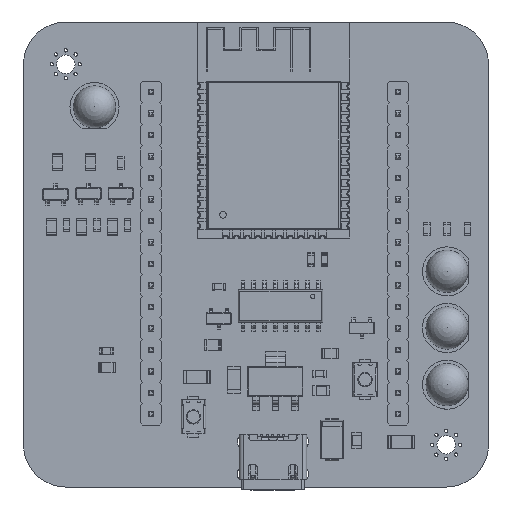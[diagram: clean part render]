
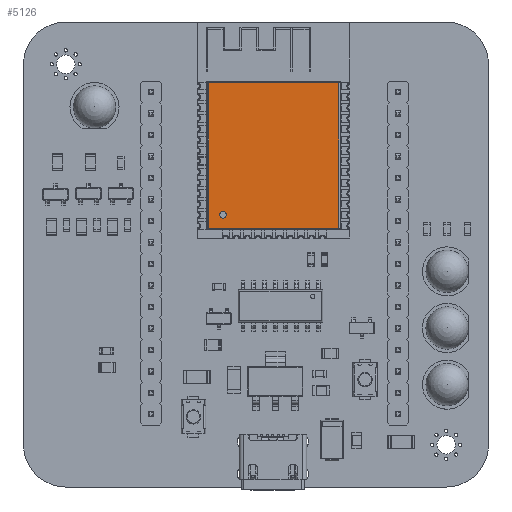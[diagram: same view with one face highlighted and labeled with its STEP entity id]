
A CAD part, top view. The second image highlights one B-rep face of the part: STEP entity #5126.
In plain terms, the highlighted planar face has unit normal (0, 0, 1).
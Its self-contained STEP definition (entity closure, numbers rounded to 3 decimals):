
#5064 = VERTEX_POINT('',#5065);
#5065 = CARTESIAN_POINT('',(-7.7,-8.6,3.1));
#5074 = EDGE_CURVE('',#5064,#5075,#5077,.T.);
#5075 = VERTEX_POINT('',#5076);
#5076 = CARTESIAN_POINT('',(-7.7,8.6,3.1));
#5077 = LINE('',#5078,#5079);
#5078 = CARTESIAN_POINT('',(-7.7,-8.7,3.1));
#5079 = VECTOR('',#5080,1.);
#5080 = DIRECTION('',(0.,1.,0.));
#5126 = ADVANCED_FACE('',(#5127,#5152),#5163,.T.);
#5127 = FACE_BOUND('',#5128,.T.);
#5128 = EDGE_LOOP('',(#5129,#5130,#5138,#5146));
#5129 = ORIENTED_EDGE('',*,*,#5074,.F.);
#5130 = ORIENTED_EDGE('',*,*,#5131,.T.);
#5131 = EDGE_CURVE('',#5064,#5132,#5134,.T.);
#5132 = VERTEX_POINT('',#5133);
#5133 = CARTESIAN_POINT('',(7.7,-8.6,3.1));
#5134 = LINE('',#5135,#5136);
#5135 = CARTESIAN_POINT('',(-7.8,-8.6,3.1));
#5136 = VECTOR('',#5137,1.);
#5137 = DIRECTION('',(1.,0.,0.));
#5138 = ORIENTED_EDGE('',*,*,#5139,.T.);
#5139 = EDGE_CURVE('',#5132,#5140,#5142,.T.);
#5140 = VERTEX_POINT('',#5141);
#5141 = CARTESIAN_POINT('',(7.7,8.6,3.1));
#5142 = LINE('',#5143,#5144);
#5143 = CARTESIAN_POINT('',(7.7,-8.7,3.1));
#5144 = VECTOR('',#5145,1.);
#5145 = DIRECTION('',(0.,1.,0.));
#5146 = ORIENTED_EDGE('',*,*,#5147,.F.);
#5147 = EDGE_CURVE('',#5075,#5140,#5148,.T.);
#5148 = LINE('',#5149,#5150);
#5149 = CARTESIAN_POINT('',(-7.8,8.6,3.1));
#5150 = VECTOR('',#5151,1.);
#5151 = DIRECTION('',(1.,0.,0.));
#5152 = FACE_BOUND('',#5153,.T.);
#5153 = EDGE_LOOP('',(#5154));
#5154 = ORIENTED_EDGE('',*,*,#5155,.F.);
#5155 = EDGE_CURVE('',#5156,#5156,#5158,.T.);
#5156 = VERTEX_POINT('',#5157);
#5157 = CARTESIAN_POINT('',(-5.6,-7.,3.1));
#5158 = CIRCLE('',#5159,0.4);
#5159 = AXIS2_PLACEMENT_3D('',#5160,#5161,#5162);
#5160 = CARTESIAN_POINT('',(-6.,-7.,3.1));
#5161 = DIRECTION('',(0.,0.,1.));
#5162 = DIRECTION('',(1.,0.,-0.));
#5163 = PLANE('',#5164);
#5164 = AXIS2_PLACEMENT_3D('',#5165,#5166,#5167);
#5165 = CARTESIAN_POINT('',(-7.8,-8.7,3.1));
#5166 = DIRECTION('',(0.,0.,1.));
#5167 = DIRECTION('',(1.,0.,-0.));
